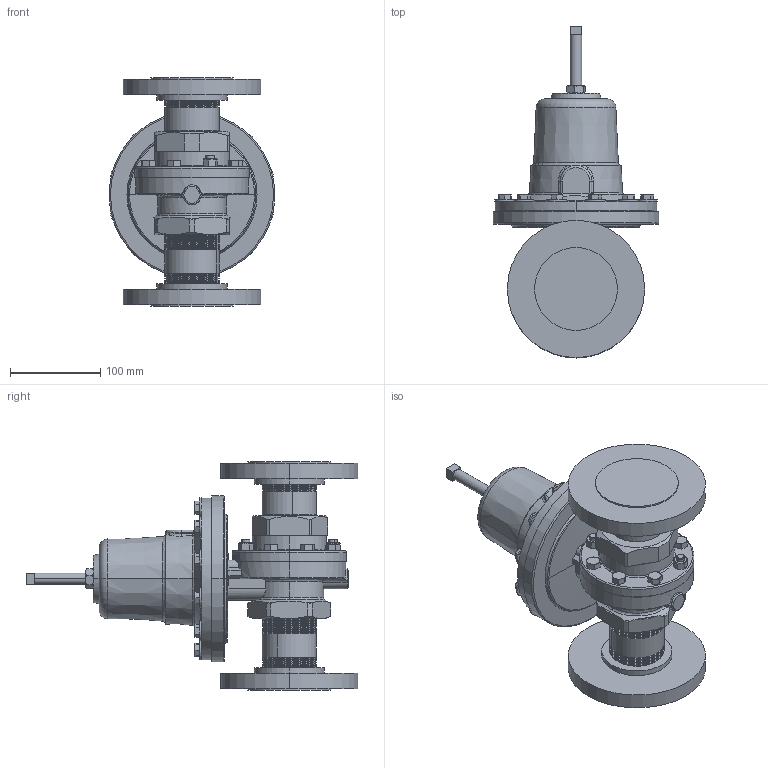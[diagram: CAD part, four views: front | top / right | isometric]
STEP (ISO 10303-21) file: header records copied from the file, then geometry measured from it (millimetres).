
FILE_DESCRIPTION (( 'STEP AP203' ), '1' );
FILE_NAME ('63-200-DI+BR-F5.STEP', '2017-07-25T13:29:11', ( '' ), ( '' ), 'SwSTEP 2.0', 'SolidWorks 2014', '' );
FILE_SCHEMA (( 'CONFIG_CONTROL_DESIGN' ));
Products named in the file (2): 63-200-DI+BR-F5
Bounding box: 184.15 x 368.3 x 254 mm (x, y, z)
Volume: 3385272.1 mm3; surface area: 326429.6 mm2
Topology: 1 solids, 1 shells, 822 faces, 1936 edges, 1159 vertices
Faces by surface type: plane 269, cone 253, cylinder 192, bspline 60, torus 46, sphere 2
Entity records: 37804 total; most frequent: CARTESIAN_POINT 19475, ORIENTED_EDGE 3872, DIRECTION 3681, EDGE_CURVE 1936, AXIS2_PLACEMENT_3D 1500, VERTEX_POINT 1159, EDGE_LOOP 889, FACE_OUTER_BOUND 822
